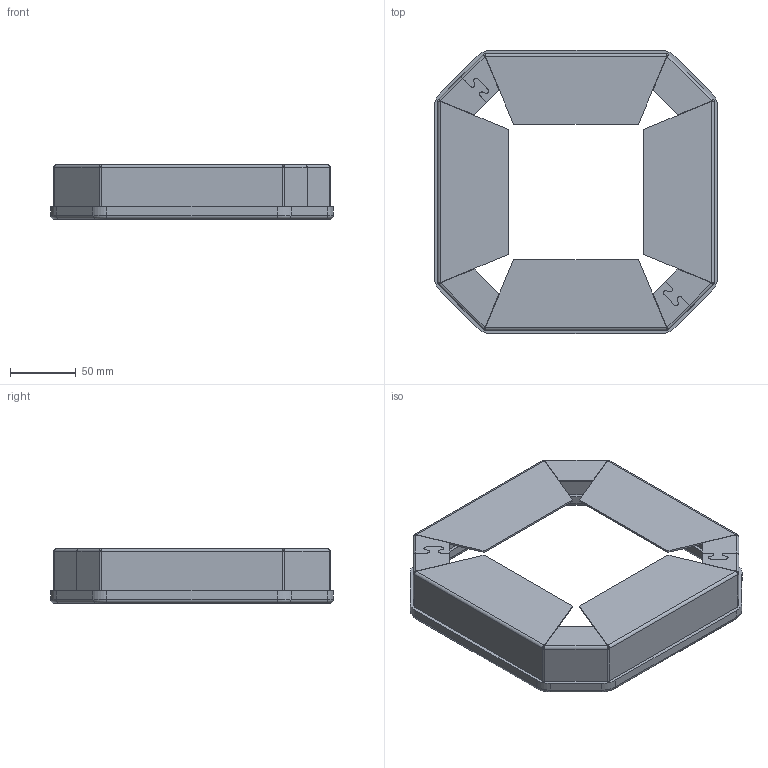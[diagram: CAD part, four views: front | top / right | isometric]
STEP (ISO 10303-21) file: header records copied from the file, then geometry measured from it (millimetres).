
FILE_DESCRIPTION (( 'STEP AP214' ), '1' );
FILE_NAME ('6286810.stp', '2016-06-30T06:29:13', ( '' ), ( '' ), 'SwSTEP 2.0', 'SolidWorks 2014', '' );
FILE_SCHEMA (( 'AUTOMOTIVE_DESIGN' ));
Length unit declared in the file: millimetre
Products named in the file (3): 43696B_Standard; P_42723G_1_Standard; 6286810
Assembly tree (3 placements, depth 2):
  6286810
    43696B_Standard  x2
    P_42723G_1_Standard
Bounding box: 214.55 x 214.55 x 41.5 mm (x, y, z)
Volume: 114439.7 mm3; surface area: 152380.8 mm2
Topology: 3 solids, 3 shells, 311 faces, 736 edges, 432 vertices
Faces by surface type: plane 195, cylinder 100, torus 16
Entity records: 6240 total; most frequent: CARTESIAN_POINT 1131, DIRECTION 1110, ORIENTED_EDGE 1016, EDGE_CURVE 508, AXIS2_PLACEMENT_3D 395, VECTOR 320, LINE 320, VERTEX_POINT 304
